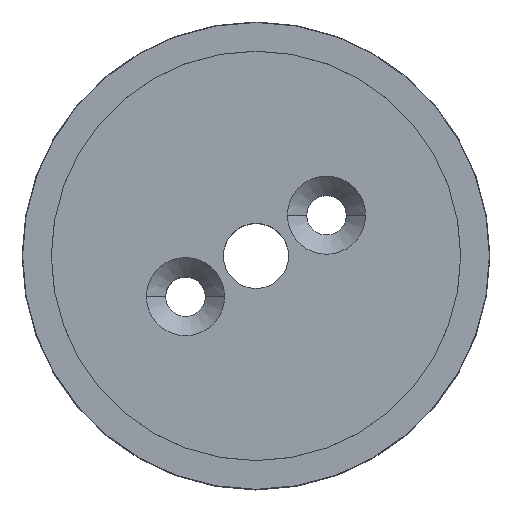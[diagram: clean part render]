
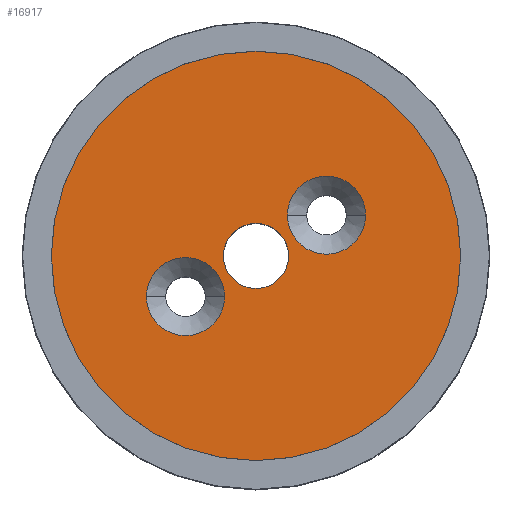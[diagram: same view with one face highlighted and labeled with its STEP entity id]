
A CAD part, top view. The second image highlights one B-rep face of the part: STEP entity #16917.
In plain terms, the highlighted planar face has unit normal (0, 0, 1).
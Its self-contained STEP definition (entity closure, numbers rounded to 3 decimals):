
#135 = DIRECTION ( 'NONE',  ( -1., 0., 0. ) ) ;
#306 = CARTESIAN_POINT ( 'NONE',  ( 0., 0., 5.24 ) ) ;
#518 = EDGE_CURVE ( 'NONE', #1882, #8173, #5080, .T. ) ;
#733 = DIRECTION ( 'NONE',  ( -1., 0., 0. ) ) ;
#749 = CARTESIAN_POINT ( 'NONE',  ( -6.062, -3.5, 5.24 ) ) ;
#883 = AXIS2_PLACEMENT_3D ( 'NONE', #9536, #5774, #14966 ) ;
#1264 = EDGE_CURVE ( 'NONE', #15539, #15189, #13167, .T. ) ;
#1437 = ORIENTED_EDGE ( 'NONE', *, *, #8124, .T. ) ;
#1882 = VERTEX_POINT ( 'NONE', #10383 ) ;
#2038 = AXIS2_PLACEMENT_3D ( 'NONE', #5650, #9675, #15015 ) ;
#2148 = DIRECTION ( 'NONE',  ( -1., 0., 0. ) ) ;
#2457 = ORIENTED_EDGE ( 'NONE', *, *, #518, .T. ) ;
#2558 = AXIS2_PLACEMENT_3D ( 'NONE', #8062, #7879, #13399 ) ;
#2688 = DIRECTION ( 'NONE',  ( 0., 0., 1. ) ) ;
#2716 = DIRECTION ( 'NONE',  ( 0., 0., -1. ) ) ;
#3010 = CARTESIAN_POINT ( 'NONE',  ( -6.062, -3.5, 5.24 ) ) ;
#3141 = EDGE_LOOP ( 'NONE', ( #7512, #1437 ) ) ;
#3195 = EDGE_CURVE ( 'NONE', #3620, #13621, #8161, .T. ) ;
#3620 = VERTEX_POINT ( 'NONE', #8203 ) ;
#3935 = CARTESIAN_POINT ( 'NONE',  ( -9.422, -3.5, 5.24 ) ) ;
#4005 = AXIS2_PLACEMENT_3D ( 'NONE', #8867, #15437, #733 ) ;
#4499 = CARTESIAN_POINT ( 'NONE',  ( -2.8, 0., 5.24 ) ) ;
#4704 = DIRECTION ( 'NONE',  ( 0., 0., -1. ) ) ;
#5080 = CIRCLE ( 'NONE', #2558, 2.8 ) ;
#5433 = CARTESIAN_POINT ( 'NONE',  ( 0., 0., 5.24 ) ) ;
#5469 = ORIENTED_EDGE ( 'NONE', *, *, #1264, .T. ) ;
#5650 = CARTESIAN_POINT ( 'NONE',  ( 6.062, 3.5, 5.24 ) ) ;
#5774 = DIRECTION ( 'NONE',  ( 0., 0., -1. ) ) ;
#5960 = DIRECTION ( 'NONE',  ( 0., 0., -1. ) ) ;
#5991 = EDGE_CURVE ( 'NONE', #16350, #7232, #8185, .T. ) ;
#6244 = CIRCLE ( 'NONE', #8487, 3.36 ) ;
#6527 = DIRECTION ( 'NONE',  ( -1., 0., 0. ) ) ;
#6819 = EDGE_CURVE ( 'NONE', #15189, #15539, #9858, .T. ) ;
#7058 = EDGE_CURVE ( 'NONE', #13621, #3620, #10990, .T. ) ;
#7189 = DIRECTION ( 'NONE',  ( 0., 0., -1. ) ) ;
#7232 = VERTEX_POINT ( 'NONE', #13187 ) ;
#7334 = AXIS2_PLACEMENT_3D ( 'NONE', #749, #4704, #2148 ) ;
#7512 = ORIENTED_EDGE ( 'NONE', *, *, #5991, .T. ) ;
#7871 = AXIS2_PLACEMENT_3D ( 'NONE', #5433, #2716, #14877 ) ;
#7879 = DIRECTION ( 'NONE',  ( 0., 0., -1. ) ) ;
#7943 = CIRCLE ( 'NONE', #9342, 2.8 ) ;
#8062 = CARTESIAN_POINT ( 'NONE',  ( 0., 0., 5.24 ) ) ;
#8124 = EDGE_CURVE ( 'NONE', #7232, #16350, #6244, .T. ) ;
#8161 = CIRCLE ( 'NONE', #7871, 17.599 ) ;
#8173 = VERTEX_POINT ( 'NONE', #4499 ) ;
#8185 = CIRCLE ( 'NONE', #7334, 3.36 ) ;
#8203 = CARTESIAN_POINT ( 'NONE',  ( 17.599, 0., 5.24 ) ) ;
#8455 = ORIENTED_EDGE ( 'NONE', *, *, #7058, .F. ) ;
#8487 = AXIS2_PLACEMENT_3D ( 'NONE', #3010, #7189, #13680 ) ;
#8574 = EDGE_LOOP ( 'NONE', ( #15694, #2457 ) ) ;
#8867 = CARTESIAN_POINT ( 'NONE',  ( 0., 0., 5.24 ) ) ;
#9333 = FACE_BOUND ( 'NONE', #3141, .T. ) ;
#9342 = AXIS2_PLACEMENT_3D ( 'NONE', #14743, #5960, #135 ) ;
#9536 = CARTESIAN_POINT ( 'NONE',  ( 6.062, 3.5, 5.24 ) ) ;
#9675 = DIRECTION ( 'NONE',  ( 0., 0., -1. ) ) ;
#9765 = CARTESIAN_POINT ( 'NONE',  ( 2.702, 3.5, 5.24 ) ) ;
#9858 = CIRCLE ( 'NONE', #2038, 3.36 ) ;
#10383 = CARTESIAN_POINT ( 'NONE',  ( 2.8, 0., 5.24 ) ) ;
#10648 = FACE_BOUND ( 'NONE', #8574, .T. ) ;
#10990 = CIRCLE ( 'NONE', #4005, 17.599 ) ;
#11421 = ORIENTED_EDGE ( 'NONE', *, *, #6819, .T. ) ;
#12301 = EDGE_CURVE ( 'NONE', #8173, #1882, #7943, .T. ) ;
#12378 = PLANE ( 'NONE',  #13871 ) ;
#12576 = CARTESIAN_POINT ( 'NONE',  ( 9.422, 3.5, 5.24 ) ) ;
#12645 = ORIENTED_EDGE ( 'NONE', *, *, #3195, .F. ) ;
#13167 = CIRCLE ( 'NONE', #883, 3.36 ) ;
#13187 = CARTESIAN_POINT ( 'NONE',  ( -2.702, -3.5, 5.24 ) ) ;
#13399 = DIRECTION ( 'NONE',  ( -1., 0., 0. ) ) ;
#13621 = VERTEX_POINT ( 'NONE', #16699 ) ;
#13680 = DIRECTION ( 'NONE',  ( -1., 0., 0. ) ) ;
#13693 = FACE_OUTER_BOUND ( 'NONE', #14211, .T. ) ;
#13871 = AXIS2_PLACEMENT_3D ( 'NONE', #306, #2688, #6527 ) ;
#14211 = EDGE_LOOP ( 'NONE', ( #8455, #12645 ) ) ;
#14670 = FACE_BOUND ( 'NONE', #16206, .T. ) ;
#14743 = CARTESIAN_POINT ( 'NONE',  ( 0., 0., 5.24 ) ) ;
#14877 = DIRECTION ( 'NONE',  ( -1., 0., 0. ) ) ;
#14966 = DIRECTION ( 'NONE',  ( -1., 0., 0. ) ) ;
#15015 = DIRECTION ( 'NONE',  ( -1., 0., 0. ) ) ;
#15189 = VERTEX_POINT ( 'NONE', #9765 ) ;
#15437 = DIRECTION ( 'NONE',  ( 0., 0., -1. ) ) ;
#15539 = VERTEX_POINT ( 'NONE', #12576 ) ;
#15694 = ORIENTED_EDGE ( 'NONE', *, *, #12301, .T. ) ;
#16206 = EDGE_LOOP ( 'NONE', ( #11421, #5469 ) ) ;
#16350 = VERTEX_POINT ( 'NONE', #3935 ) ;
#16699 = CARTESIAN_POINT ( 'NONE',  ( -17.599, 0., 5.24 ) ) ;
#16917 = ADVANCED_FACE ( 'NONE', ( #14670, #9333, #10648, #13693 ), #12378, .T. ) ;
